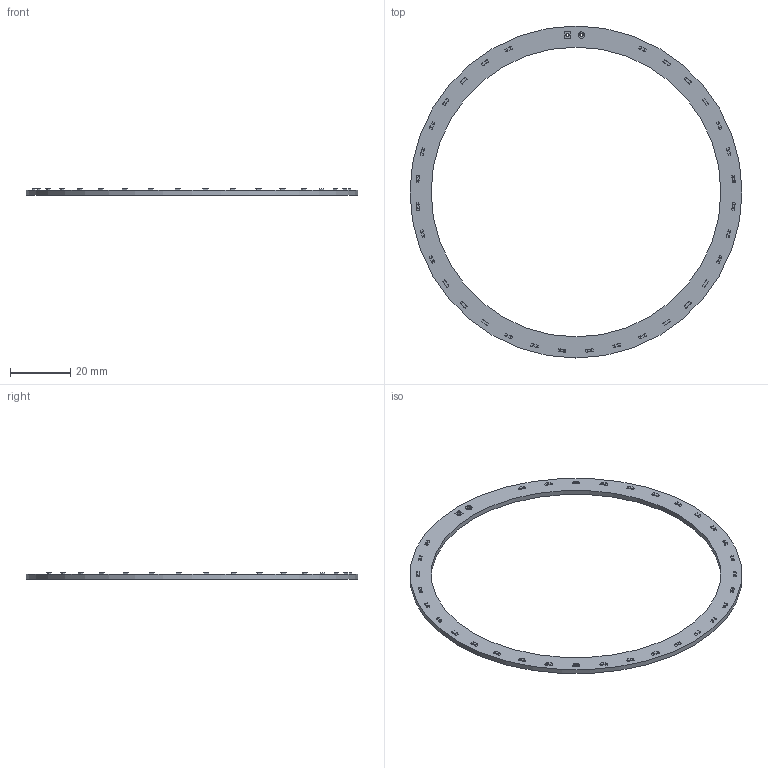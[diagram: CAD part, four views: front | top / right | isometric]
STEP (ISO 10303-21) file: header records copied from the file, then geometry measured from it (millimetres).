
FILE_DESCRIPTION(/* description */ ('KiCad electronic assembly','CAx-IF Rec.Pracs.---Representation and Presentation of Product Manufacturing Information (PMI)---4.0---2014-10-13'),/* implementation_level */ '2;1');
FILE_NAME(/* name */ 'Dew Heater XL 2025.step',/* time_stamp */ '2025-03-03T08:38:04+01:00',/* author */ (''),/* organization */ (''),/* preprocessor_version */ 'ST-DEVELOPER v20',/* originating_system */ 'Autodesk Translation Framework v13.20.0.188',/* authorisation */ '');
FILE_SCHEMA (('AP242_MANAGED_MODEL_BASED_3D_ENGINEERING_MIM_LF { 1 0 10303 442 1 1 4 }'));
Length unit declared in the file: millimetre
Products named in the file (74): Dew heater 1; R_0603_1608Metric; R_0603_1608Metric_1; Dew heater_pad_1; Dew heater_pad_2; Dew heater_pad_3; Dew heater_pad_4; Dew heater_pad_5; Dew heater_pad_6; Dew heater_pad_7; Dew heater_pad_8; Dew heater_pad_9; Dew heater_pad_10; Dew heater_pad_11; Dew heater_pad_12; Dew heater_pad_13; Dew heater_pad_14; Dew heater_pad_15; Dew heater_pad_16; Dew heater_pad_17; Dew heater_pad_18; Dew heater_pad_19; Dew heater_pad_20; Dew heater_pad_21; Dew heater_pad_22; Dew heater_pad_23; Dew heater_pad_24; Dew heater_pad_25; Dew heater_pad_26; Dew heater_pad_27; Dew heater_pad_28; Dew heater_pad_29; Dew heater_pad_30; Dew heater_pad_31; Dew heater_pad_32; Dew heater_pad_33; Dew heater_pad_34; Dew heater_pad_35; Dew heater_pad_36; Dew heater_pad_37 ...
Assembly tree (104 placements, depth 3):
  Dew heater 1
    R_0603_1608Metric  x32
      R_0603_1608Metric_1
    Dew heater_pad_1
    Dew heater_pad_2
    Dew heater_pad_3
    Dew heater_pad_4
    Dew heater_pad_5
    Dew heater_pad_6
    Dew heater_pad_7
    Dew heater_pad_8
    Dew heater_pad_9
    Dew heater_pad_10
    Dew heater_pad_11
    Dew heater_pad_12
    Dew heater_pad_13
    Dew heater_pad_14
    Dew heater_pad_15
    Dew heater_pad_16
    Dew heater_pad_17
    Dew heater_pad_18
    Dew heater_pad_19
    Dew heater_pad_20
    Dew heater_pad_21
    Dew heater_pad_22
    Dew heater_pad_23
    Dew heater_pad_24
    Dew heater_pad_25
    Dew heater_pad_26
    Dew heater_pad_27
    Dew heater_pad_28
    Dew heater_pad_29
    Dew heater_pad_30
    Dew heater_pad_31
    Dew heater_pad_32
    Dew heater_pad_33
    Dew heater_pad_34
    Dew heater_pad_35
    Dew heater_pad_36
    Dew heater_pad_37
    Dew heater_pad_38
    Dew heater_pad_39
    Dew heater_pad_40
    Dew heater_pad_41
    Dew heater_pad_42
    Dew heater_pad_43
    Dew heater_pad_44
    Dew heater_pad_45
    Dew heater_pad_46
    Dew heater_pad_47
    Dew heater_pad_48
    Dew heater_pad_49
    Dew heater_pad_50
    Dew heater_pad_51
    Dew heater_pad_52
    Dew heater_pad_53
    Dew heater_pad_54
    Dew heater_pad_55
    Dew heater_pad_56
    Dew heater_pad_57
Bounding box: 110 x 110 x 2.13 mm (x, y, z)
Volume: 3640.6 mm3; surface area: 5872 mm2
Topology: 103 solids, 103 shells, 2308 faces, 6178 edges, 4076 vertices
Faces by surface type: plane 2038, cylinder 270
Full cylindrical faces by diameter (mm): 1.05 x6, 1.1 x4, 2.1 x2, 96 x1, 110 x1
Entity records: 48964 total; most frequent: CARTESIAN_POINT 8462, ORIENTED_EDGE 8140, DIRECTION 7474, EDGE_CURVE 4070, LINE 4026, VECTOR 4026, VERTEX_POINT 2712, AXIS2_PLACEMENT_3D 1724
